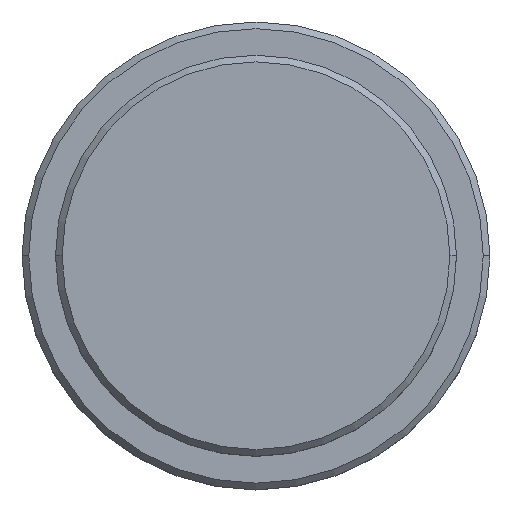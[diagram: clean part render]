
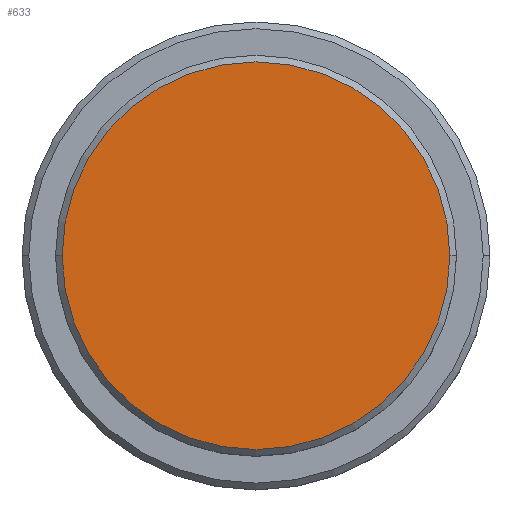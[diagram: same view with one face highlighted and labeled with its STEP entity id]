
A CAD part, top view. The second image highlights one B-rep face of the part: STEP entity #633.
In plain terms, the highlighted planar face has unit normal (0, 0, 1).
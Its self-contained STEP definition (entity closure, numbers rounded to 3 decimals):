
#108 = VERTEX_POINT ( 'NONE', #396 ) ;
#118 = DIRECTION ( 'NONE',  ( 1., 0., 0. ) ) ;
#225 = EDGE_LOOP ( 'NONE', ( #1075, #1078 ) ) ;
#250 = FACE_OUTER_BOUND ( 'NONE', #225, .T. ) ;
#371 = CARTESIAN_POINT ( 'NONE',  ( -14.5, 0., 0. ) ) ;
#396 = CARTESIAN_POINT ( 'NONE',  ( 14.5, 0., 0. ) ) ;
#418 = PLANE ( 'NONE',  #659 ) ;
#524 = DIRECTION ( 'NONE',  ( 1., 0., 0. ) ) ;
#587 = CARTESIAN_POINT ( 'NONE',  ( 0., 0., 0. ) ) ;
#619 = AXIS2_PLACEMENT_3D ( 'NONE', #876, #1072, #524 ) ;
#624 = VERTEX_POINT ( 'NONE', #371 ) ;
#633 = ADVANCED_FACE ( 'NONE', ( #250 ), #418, .T. ) ;
#659 = AXIS2_PLACEMENT_3D ( 'NONE', #587, #948, #1342 ) ;
#665 = DIRECTION ( 'NONE',  ( 0., 0., 1. ) ) ;
#761 = EDGE_CURVE ( 'NONE', #108, #624, #1356, .T. ) ;
#826 = CIRCLE ( 'NONE', #619, 14.5 ) ;
#876 = CARTESIAN_POINT ( 'NONE',  ( 0., 0., 0. ) ) ;
#948 = DIRECTION ( 'NONE',  ( 0., 0., 1. ) ) ;
#1069 = EDGE_CURVE ( 'NONE', #624, #108, #826, .T. ) ;
#1072 = DIRECTION ( 'NONE',  ( 0., 0., 1. ) ) ;
#1075 = ORIENTED_EDGE ( 'NONE', *, *, #1069, .T. ) ;
#1078 = ORIENTED_EDGE ( 'NONE', *, *, #761, .T. ) ;
#1089 = CARTESIAN_POINT ( 'NONE',  ( 0., 0., 0. ) ) ;
#1313 = AXIS2_PLACEMENT_3D ( 'NONE', #1089, #665, #118 ) ;
#1342 = DIRECTION ( 'NONE',  ( 1., 0., 0. ) ) ;
#1356 = CIRCLE ( 'NONE', #1313, 14.5 ) ;
